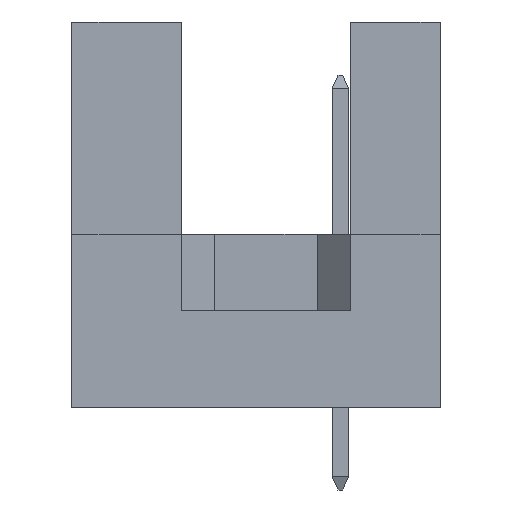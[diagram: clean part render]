
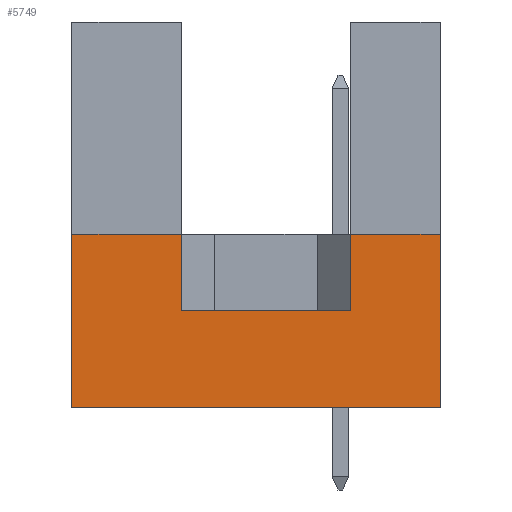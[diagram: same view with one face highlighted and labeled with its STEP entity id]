
A CAD part, left-side view. The second image highlights one B-rep face of the part: STEP entity #5749.
In plain terms, the highlighted planar face has unit normal (-1, 0, 0).
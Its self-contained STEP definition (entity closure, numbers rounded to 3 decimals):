
#27 = ORIENTED_EDGE ( 'NONE', *, *, #2751, .T. ) ;
#86 = DIRECTION ( 'NONE',  ( 0., 0., 1. ) ) ;
#177 = FACE_OUTER_BOUND ( 'NONE', #2387, .T. ) ;
#209 = VECTOR ( 'NONE', #2861, 1000. ) ;
#240 = ORIENTED_EDGE ( 'NONE', *, *, #5567, .T. ) ;
#305 = ORIENTED_EDGE ( 'NONE', *, *, #3626, .F. ) ;
#317 = VECTOR ( 'NONE', #1316, 1000. ) ;
#351 = CARTESIAN_POINT ( 'NONE',  ( -19.9, 11.1, 5.2 ) ) ;
#430 = ORIENTED_EDGE ( 'NONE', *, *, #5924, .T. ) ;
#709 = DIRECTION ( 'NONE',  ( 0., 0., -1. ) ) ;
#782 = LINE ( 'NONE', #5824, #209 ) ;
#842 = AXIS2_PLACEMENT_3D ( 'NONE', #5712, #5212, #709 ) ;
#860 = DIRECTION ( 'NONE',  ( 0., 0., 1. ) ) ;
#928 = CARTESIAN_POINT ( 'NONE',  ( -19.9, 7.79, 2.9 ) ) ;
#968 = CARTESIAN_POINT ( 'NONE',  ( -19.9, 0., 0. ) ) ;
#1267 = CARTESIAN_POINT ( 'NONE',  ( -19.9, 7.79, 2.9 ) ) ;
#1272 = VERTEX_POINT ( 'NONE', #2882 ) ;
#1316 = DIRECTION ( 'NONE',  ( 0., -1., 0. ) ) ;
#1473 = VECTOR ( 'NONE', #4977, 1000. ) ;
#1521 = VECTOR ( 'NONE', #3017, 1000. ) ;
#1573 = DIRECTION ( 'NONE',  ( 0., 0., 1. ) ) ;
#1670 = CARTESIAN_POINT ( 'NONE',  ( -19.9, 11.1, 5.2 ) ) ;
#1693 = CARTESIAN_POINT ( 'NONE',  ( -19.9, 2.71, 2.9 ) ) ;
#1721 = VECTOR ( 'NONE', #86, 1000. ) ;
#1727 = VERTEX_POINT ( 'NONE', #2515 ) ;
#1864 = LINE ( 'NONE', #1267, #4740 ) ;
#1891 = LINE ( 'NONE', #928, #5421 ) ;
#1923 = CARTESIAN_POINT ( 'NONE',  ( -19.9, 11.1, 0. ) ) ;
#2081 = VERTEX_POINT ( 'NONE', #2476 ) ;
#2198 = PLANE ( 'NONE',  #842 ) ;
#2377 = LINE ( 'NONE', #351, #317 ) ;
#2387 = EDGE_LOOP ( 'NONE', ( #4846, #27, #305, #3189, #430, #240, #4758, #4982 ) ) ;
#2476 = CARTESIAN_POINT ( 'NONE',  ( -19.9, 7.79, 2.9 ) ) ;
#2515 = CARTESIAN_POINT ( 'NONE',  ( -19.9, 0., 5.2 ) ) ;
#2751 = EDGE_CURVE ( 'NONE', #2081, #3679, #1891, .T. ) ;
#2861 = DIRECTION ( 'NONE',  ( 0., -1., 0. ) ) ;
#2882 = CARTESIAN_POINT ( 'NONE',  ( -19.9, 2.71, 5.2 ) ) ;
#2996 = VERTEX_POINT ( 'NONE', #1670 ) ;
#3017 = DIRECTION ( 'NONE',  ( 0., 0., 1. ) ) ;
#3189 = ORIENTED_EDGE ( 'NONE', *, *, #3805, .F. ) ;
#3333 = VERTEX_POINT ( 'NONE', #6057 ) ;
#3435 = LINE ( 'NONE', #1923, #1473 ) ;
#3440 = EDGE_CURVE ( 'NONE', #5066, #1272, #3628, .T. ) ;
#3466 = CARTESIAN_POINT ( 'NONE',  ( -19.9, 11.1, 0. ) ) ;
#3505 = LINE ( 'NONE', #968, #5684 ) ;
#3572 = EDGE_CURVE ( 'NONE', #1272, #1727, #2377, .T. ) ;
#3626 = EDGE_CURVE ( 'NONE', #2996, #3679, #782, .T. ) ;
#3628 = LINE ( 'NONE', #1693, #1721 ) ;
#3679 = VERTEX_POINT ( 'NONE', #6319 ) ;
#3770 = DIRECTION ( 'NONE',  ( 0., -1., 0. ) ) ;
#3805 = EDGE_CURVE ( 'NONE', #6000, #2996, #4534, .T. ) ;
#4534 = LINE ( 'NONE', #5977, #1521 ) ;
#4740 = VECTOR ( 'NONE', #3770, 1000. ) ;
#4758 = ORIENTED_EDGE ( 'NONE', *, *, #3572, .F. ) ;
#4846 = ORIENTED_EDGE ( 'NONE', *, *, #5826, .F. ) ;
#4977 = DIRECTION ( 'NONE',  ( 0., -1., 0. ) ) ;
#4982 = ORIENTED_EDGE ( 'NONE', *, *, #3440, .F. ) ;
#5066 = VERTEX_POINT ( 'NONE', #6050 ) ;
#5212 = DIRECTION ( 'NONE',  ( 1., 0., 0. ) ) ;
#5421 = VECTOR ( 'NONE', #860, 1000. ) ;
#5567 = EDGE_CURVE ( 'NONE', #3333, #1727, #3505, .T. ) ;
#5684 = VECTOR ( 'NONE', #1573, 1000. ) ;
#5712 = CARTESIAN_POINT ( 'NONE',  ( -19.9, 11.1, 0. ) ) ;
#5749 = ADVANCED_FACE ( 'NONE', ( #177 ), #2198, .F. ) ;
#5824 = CARTESIAN_POINT ( 'NONE',  ( -19.9, 11.1, 5.2 ) ) ;
#5826 = EDGE_CURVE ( 'NONE', #2081, #5066, #1864, .T. ) ;
#5924 = EDGE_CURVE ( 'NONE', #6000, #3333, #3435, .T. ) ;
#5977 = CARTESIAN_POINT ( 'NONE',  ( -19.9, 11.1, 0. ) ) ;
#6000 = VERTEX_POINT ( 'NONE', #3466 ) ;
#6050 = CARTESIAN_POINT ( 'NONE',  ( -19.9, 2.71, 2.9 ) ) ;
#6057 = CARTESIAN_POINT ( 'NONE',  ( -19.9, 0., 0. ) ) ;
#6319 = CARTESIAN_POINT ( 'NONE',  ( -19.9, 7.79, 5.2 ) ) ;
